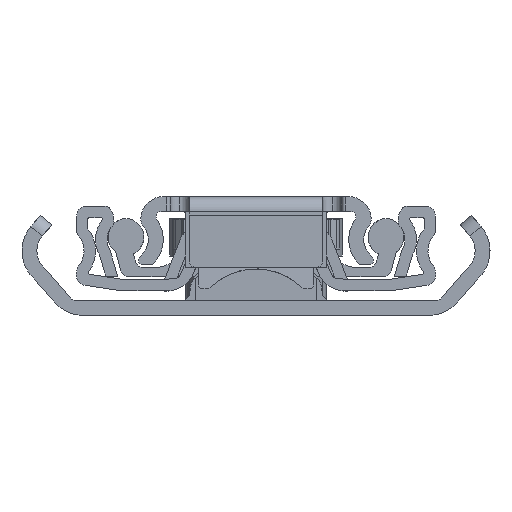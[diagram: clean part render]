
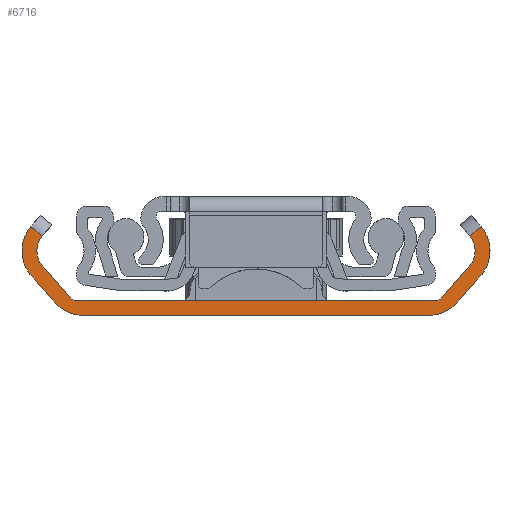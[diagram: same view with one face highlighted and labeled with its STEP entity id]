
A CAD part, left-side view. The second image highlights one B-rep face of the part: STEP entity #6716.
In plain terms, the highlighted planar face has unit normal (-1, 0, 0).
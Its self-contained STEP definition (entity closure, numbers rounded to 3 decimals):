
#123 = CIRCLE ( 'NONE', #15157, 5.2 ) ;
#223 = DIRECTION ( 'NONE',  ( -1., 0., 0. ) ) ;
#230 = LINE ( 'NONE', #6584, #9908 ) ;
#581 = EDGE_CURVE ( 'NONE', #5725, #10171, #15617, .T. ) ;
#639 = ORIENTED_EDGE ( 'NONE', *, *, #8635, .F. ) ;
#771 = CARTESIAN_POINT ( 'NONE',  ( 0., 24.236, 3. ) ) ;
#900 = AXIS2_PLACEMENT_3D ( 'NONE', #12742, #12844, #1260 ) ;
#1260 = DIRECTION ( 'NONE',  ( 0., 0., -1. ) ) ;
#1393 = EDGE_CURVE ( 'NONE', #2937, #8933, #20063, .T. ) ;
#1443 = CARTESIAN_POINT ( 'NONE',  ( 0., -24.236, 2. ) ) ;
#1506 = VERTEX_POINT ( 'NONE', #1443 ) ;
#1597 = CARTESIAN_POINT ( 'NONE',  ( 0., -28.405, 6.301 ) ) ;
#1996 = LINE ( 'NONE', #14738, #9478 ) ;
#2665 = ORIENTED_EDGE ( 'NONE', *, *, #10691, .F. ) ;
#2892 = EDGE_CURVE ( 'NONE', #13760, #2950, #15627, .T. ) ;
#2918 = EDGE_CURVE ( 'NONE', #13760, #10991, #10087, .T. ) ;
#2937 = VERTEX_POINT ( 'NONE', #3519 ) ;
#2950 = VERTEX_POINT ( 'NONE', #16283 ) ;
#3164 = CARTESIAN_POINT ( 'NONE',  ( 0., -28.405, 6.301 ) ) ;
#3290 = VERTEX_POINT ( 'NONE', #11611 ) ;
#3380 = VERTEX_POINT ( 'NONE', #12326 ) ;
#3519 = CARTESIAN_POINT ( 'NONE',  ( 0., 28.786, 10.706 ) ) ;
#3768 = DIRECTION ( 'NONE',  ( 0., 0., -1. ) ) ;
#3816 = PLANE ( 'NONE',  #20511 ) ;
#5188 = EDGE_CURVE ( 'NONE', #7386, #10991, #19753, .T. ) ;
#5251 = DIRECTION ( 'NONE',  ( 0., 0., -1. ) ) ;
#5254 = CARTESIAN_POINT ( 'NONE',  ( 0., 28.405, 6.301 ) ) ;
#5395 = CARTESIAN_POINT ( 'NONE',  ( 0., 23.229, 0. ) ) ;
#5487 = AXIS2_PLACEMENT_3D ( 'NONE', #13351, #19740, #12938 ) ;
#5653 = AXIS2_PLACEMENT_3D ( 'NONE', #13212, #16670, #14895 ) ;
#5725 = VERTEX_POINT ( 'NONE', #5254 ) ;
#5780 = ORIENTED_EDGE ( 'NONE', *, *, #8089, .F. ) ;
#5857 = CARTESIAN_POINT ( 'NONE',  ( 0., 28.405, 6.301 ) ) ;
#6140 = CARTESIAN_POINT ( 'NONE',  ( 0., 24.994, 2.347 ) ) ;
#6584 = CARTESIAN_POINT ( 'NONE',  ( 0., -24.236, 2. ) ) ;
#6592 = LINE ( 'NONE', #3164, #17958 ) ;
#6716 = ADVANCED_FACE ( 'NONE', ( #12840 ), #3816, .F. ) ;
#6922 = VERTEX_POINT ( 'NONE', #14252 ) ;
#6956 = CARTESIAN_POINT ( 'NONE',  ( 0., -24.994, 2.347 ) ) ;
#7386 = VERTEX_POINT ( 'NONE', #1597 ) ;
#7479 = CIRCLE ( 'NONE', #5487, 1. ) ;
#7526 = EDGE_CURVE ( 'NONE', #2937, #5725, #13150, .T. ) ;
#7540 = ORIENTED_EDGE ( 'NONE', *, *, #19961, .F. ) ;
#7617 = EDGE_CURVE ( 'NONE', #17777, #16330, #123, .T. ) ;
#7621 = CARTESIAN_POINT ( 'NONE',  ( 0., -23.229, 0. ) ) ;
#7755 = EDGE_CURVE ( 'NONE', #10285, #8933, #7887, .T. ) ;
#7887 = CIRCLE ( 'NONE', #900, 5.175 ) ;
#8089 = EDGE_CURVE ( 'NONE', #16330, #6922, #19848, .T. ) ;
#8131 = DIRECTION ( 'NONE',  ( 0., 0.653, 0.757 ) ) ;
#8189 = ORIENTED_EDGE ( 'NONE', *, *, #1393, .T. ) ;
#8308 = CARTESIAN_POINT ( 'NONE',  ( 0., 4.542, -17.26 ) ) ;
#8355 = CARTESIAN_POINT ( 'NONE',  ( 0., 26.325, 8.7 ) ) ;
#8518 = DIRECTION ( 'NONE',  ( 0., 0.766, -0.643 ) ) ;
#8635 = EDGE_CURVE ( 'NONE', #3290, #1506, #230, .T. ) ;
#8821 = CARTESIAN_POINT ( 'NONE',  ( 0., 29.836, 4.898 ) ) ;
#8933 = VERTEX_POINT ( 'NONE', #12116 ) ;
#8943 = VECTOR ( 'NONE', #15357, 1000. ) ;
#9206 = ORIENTED_EDGE ( 'NONE', *, *, #14944, .F. ) ;
#9478 = VECTOR ( 'NONE', #8131, 1000. ) ;
#9771 = DIRECTION ( 'NONE',  ( 0., 0., -1. ) ) ;
#9878 = CARTESIAN_POINT ( 'NONE',  ( 0., -26.325, 8.7 ) ) ;
#9908 = VECTOR ( 'NONE', #15530, 1000. ) ;
#9985 = ORIENTED_EDGE ( 'NONE', *, *, #7526, .F. ) ;
#10087 = LINE ( 'NONE', #8308, #13286 ) ;
#10171 = VERTEX_POINT ( 'NONE', #6140 ) ;
#10285 = VERTEX_POINT ( 'NONE', #8821 ) ;
#10329 = DIRECTION ( 'NONE',  ( 1., 0., 0. ) ) ;
#10691 = EDGE_CURVE ( 'NONE', #6922, #3380, #14700, .T. ) ;
#10716 = AXIS2_PLACEMENT_3D ( 'NONE', #16751, #13602, #19991 ) ;
#10991 = VERTEX_POINT ( 'NONE', #17487 ) ;
#11015 = ORIENTED_EDGE ( 'NONE', *, *, #14775, .F. ) ;
#11253 = AXIS2_PLACEMENT_3D ( 'NONE', #771, #13320, #5251 ) ;
#11268 = CARTESIAN_POINT ( 'NONE',  ( 0., 26.325, 8.7 ) ) ;
#11396 = ORIENTED_EDGE ( 'NONE', *, *, #7755, .F. ) ;
#11515 = LINE ( 'NONE', #16656, #14623 ) ;
#11611 = CARTESIAN_POINT ( 'NONE',  ( 0., 24.236, 2. ) ) ;
#11922 = VECTOR ( 'NONE', #13930, 1000. ) ;
#11928 = DIRECTION ( 'NONE',  ( 0., 0.653, -0.757 ) ) ;
#12013 = DIRECTION ( 'NONE',  ( 0., 0., -1. ) ) ;
#12116 = CARTESIAN_POINT ( 'NONE',  ( 0., 30.318, 11.991 ) ) ;
#12326 = CARTESIAN_POINT ( 'NONE',  ( 0., 27.166, 1.803 ) ) ;
#12742 = CARTESIAN_POINT ( 'NONE',  ( 0., 26.325, 8.7 ) ) ;
#12840 = FACE_OUTER_BOUND ( 'NONE', #18890, .T. ) ;
#12844 = DIRECTION ( 'NONE',  ( 1., 0., 0. ) ) ;
#12938 = DIRECTION ( 'NONE',  ( 0., 0., -1. ) ) ;
#12949 = DIRECTION ( 'NONE',  ( 1., 0., 0. ) ) ;
#13150 = CIRCLE ( 'NONE', #18159, 3.175 ) ;
#13212 = CARTESIAN_POINT ( 'NONE',  ( 0., 23.229, 5.2 ) ) ;
#13286 = VECTOR ( 'NONE', #8518, 1000. ) ;
#13320 = DIRECTION ( 'NONE',  ( -1., 0., 0. ) ) ;
#13351 = CARTESIAN_POINT ( 'NONE',  ( 0., -24.236, 3. ) ) ;
#13473 = ORIENTED_EDGE ( 'NONE', *, *, #14525, .F. ) ;
#13602 = DIRECTION ( 'NONE',  ( -1., 0., 0. ) ) ;
#13760 = VERTEX_POINT ( 'NONE', #14906 ) ;
#13930 = DIRECTION ( 'NONE',  ( 0., -0.653, -0.757 ) ) ;
#14252 = CARTESIAN_POINT ( 'NONE',  ( 0., 23.229, 0. ) ) ;
#14404 = ORIENTED_EDGE ( 'NONE', *, *, #581, .F. ) ;
#14525 = EDGE_CURVE ( 'NONE', #10171, #3290, #19290, .T. ) ;
#14623 = VECTOR ( 'NONE', #11928, 1000. ) ;
#14700 = CIRCLE ( 'NONE', #5653, 5.2 ) ;
#14738 = CARTESIAN_POINT ( 'NONE',  ( 0., 29.836, 4.898 ) ) ;
#14773 = ORIENTED_EDGE ( 'NONE', *, *, #2918, .T. ) ;
#14775 = EDGE_CURVE ( 'NONE', #19923, #7386, #6592, .T. ) ;
#14895 = DIRECTION ( 'NONE',  ( 0., 0., -1. ) ) ;
#14906 = CARTESIAN_POINT ( 'NONE',  ( 0., -30.318, 11.991 ) ) ;
#14944 = EDGE_CURVE ( 'NONE', #2950, #17777, #11515, .T. ) ;
#15157 = AXIS2_PLACEMENT_3D ( 'NONE', #18607, #10329, #12013 ) ;
#15349 = DIRECTION ( 'NONE',  ( 0., 1., 0. ) ) ;
#15357 = DIRECTION ( 'NONE',  ( 0., 0.766, 0.643 ) ) ;
#15530 = DIRECTION ( 'NONE',  ( 0., -1., 0. ) ) ;
#15565 = CARTESIAN_POINT ( 'NONE',  ( 0., 26.354, 8.665 ) ) ;
#15617 = LINE ( 'NONE', #5857, #11922 ) ;
#15627 = CIRCLE ( 'NONE', #16943, 5.175 ) ;
#16084 = ORIENTED_EDGE ( 'NONE', *, *, #19543, .F. ) ;
#16222 = ORIENTED_EDGE ( 'NONE', *, *, #5188, .F. ) ;
#16283 = CARTESIAN_POINT ( 'NONE',  ( 0., -29.836, 4.898 ) ) ;
#16330 = VERTEX_POINT ( 'NONE', #7621 ) ;
#16656 = CARTESIAN_POINT ( 'NONE',  ( 0., -29.836, 4.898 ) ) ;
#16670 = DIRECTION ( 'NONE',  ( 1., 0., 0. ) ) ;
#16751 = CARTESIAN_POINT ( 'NONE',  ( 0., -26.325, 8.7 ) ) ;
#16943 = AXIS2_PLACEMENT_3D ( 'NONE', #9878, #19626, #9771 ) ;
#17487 = CARTESIAN_POINT ( 'NONE',  ( 0., -28.786, 10.706 ) ) ;
#17658 = DIRECTION ( 'NONE',  ( 0., 0., -1. ) ) ;
#17777 = VERTEX_POINT ( 'NONE', #19355 ) ;
#17799 = DIRECTION ( 'NONE',  ( 0., -0.653, 0.757 ) ) ;
#17958 = VECTOR ( 'NONE', #17799, 1000. ) ;
#18159 = AXIS2_PLACEMENT_3D ( 'NONE', #8355, #223, #3768 ) ;
#18421 = ORIENTED_EDGE ( 'NONE', *, *, #7617, .F. ) ;
#18607 = CARTESIAN_POINT ( 'NONE',  ( 0., -23.229, 5.2 ) ) ;
#18890 = EDGE_LOOP ( 'NONE', ( #19434, #14773, #16222, #11015, #7540, #639, #13473, #14404, #9985, #8189, #11396, #16084, #2665, #5780, #18421, #9206 ) ) ;
#19290 = CIRCLE ( 'NONE', #11253, 1. ) ;
#19355 = CARTESIAN_POINT ( 'NONE',  ( 0., -27.166, 1.803 ) ) ;
#19434 = ORIENTED_EDGE ( 'NONE', *, *, #2892, .F. ) ;
#19543 = EDGE_CURVE ( 'NONE', #3380, #10285, #1996, .T. ) ;
#19626 = DIRECTION ( 'NONE',  ( 1., 0., 0. ) ) ;
#19740 = DIRECTION ( 'NONE',  ( -1., 0., 0. ) ) ;
#19753 = CIRCLE ( 'NONE', #10716, 3.175 ) ;
#19848 = LINE ( 'NONE', #5395, #19949 ) ;
#19923 = VERTEX_POINT ( 'NONE', #6956 ) ;
#19949 = VECTOR ( 'NONE', #15349, 1000. ) ;
#19961 = EDGE_CURVE ( 'NONE', #1506, #19923, #7479, .T. ) ;
#19991 = DIRECTION ( 'NONE',  ( 0., 0., -1. ) ) ;
#20063 = LINE ( 'NONE', #15565, #8943 ) ;
#20511 = AXIS2_PLACEMENT_3D ( 'NONE', #11268, #12949, #17658 ) ;
